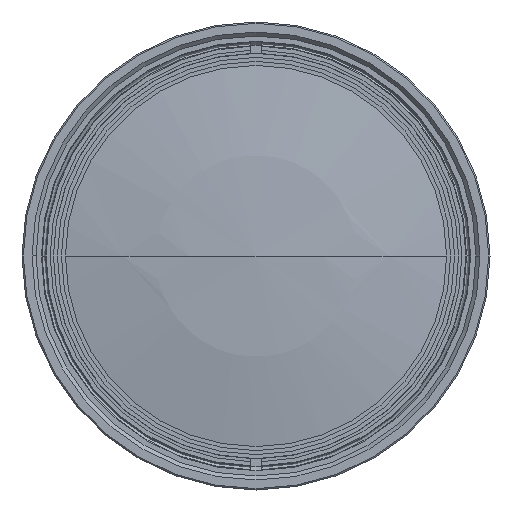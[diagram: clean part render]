
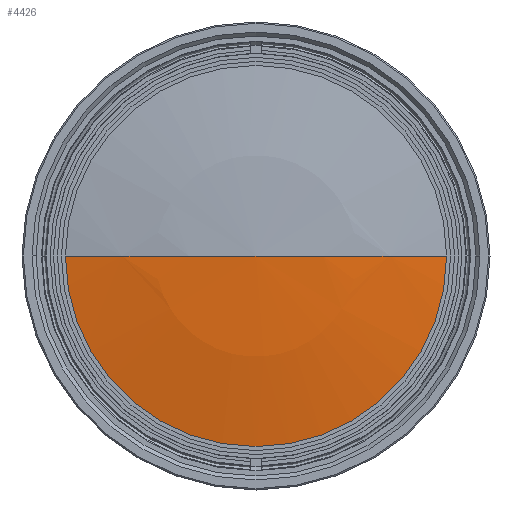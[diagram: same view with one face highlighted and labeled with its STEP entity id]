
A CAD part, left-side view. The second image highlights one B-rep face of the part: STEP entity #4426.
In plain terms, the highlighted spherical face has radius 84.29 mm.
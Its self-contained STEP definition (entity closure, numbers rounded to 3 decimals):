
#4382 = VERTEX_POINT('',#4383);
#4383 = CARTESIAN_POINT('',(-3.155,15.,0.));
#4390 = VERTEX_POINT('',#4391);
#4391 = CARTESIAN_POINT('',(-3.155,-15.,0.));
#4412 = EDGE_CURVE('',#4390,#4382,#4413,.T.);
#4413 = CIRCLE('',#4414,15.);
#4414 = AXIS2_PLACEMENT_3D('',#4415,#4416,#4417);
#4415 = CARTESIAN_POINT('',(-3.155,0.,0.));
#4416 = DIRECTION('',(1.,0.,0.));
#4417 = DIRECTION('',(0.,-1.,0.));
#4426 = ADVANCED_FACE('',(#4427),#4446,.T.);
#4427 = FACE_BOUND('',#4428,.T.);
#4428 = EDGE_LOOP('',(#4429,#4438,#4439));
#4429 = ORIENTED_EDGE('',*,*,#4430,.F.);
#4430 = EDGE_CURVE('',#4382,#4431,#4433,.T.);
#4431 = VERTEX_POINT('',#4432);
#4432 = CARTESIAN_POINT('',(-4.5,0.,0.));
#4433 = CIRCLE('',#4434,84.29);
#4434 = AXIS2_PLACEMENT_3D('',#4435,#4436,#4437);
#4435 = CARTESIAN_POINT('',(79.79,0.,0.));
#4436 = DIRECTION('',(0.,0.,1.));
#4437 = DIRECTION('',(-0.984,0.178,0.));
#4438 = ORIENTED_EDGE('',*,*,#4412,.F.);
#4439 = ORIENTED_EDGE('',*,*,#4440,.T.);
#4440 = EDGE_CURVE('',#4390,#4431,#4441,.T.);
#4441 = CIRCLE('',#4442,84.29);
#4442 = AXIS2_PLACEMENT_3D('',#4443,#4444,#4445);
#4443 = CARTESIAN_POINT('',(79.79,0.,0.));
#4444 = DIRECTION('',(0.,0.,-1.));
#4445 = DIRECTION('',(-0.984,-0.178,-0.));
#4446 = SPHERICAL_SURFACE('',#4447,84.29);
#4447 = AXIS2_PLACEMENT_3D('',#4448,#4449,#4450);
#4448 = CARTESIAN_POINT('',(79.79,0.,0.));
#4449 = DIRECTION('',(1.,0.,0.));
#4450 = DIRECTION('',(0.,-1.,0.));
